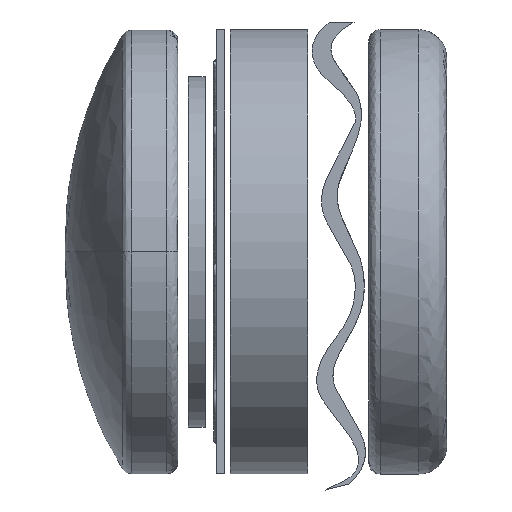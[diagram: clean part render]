
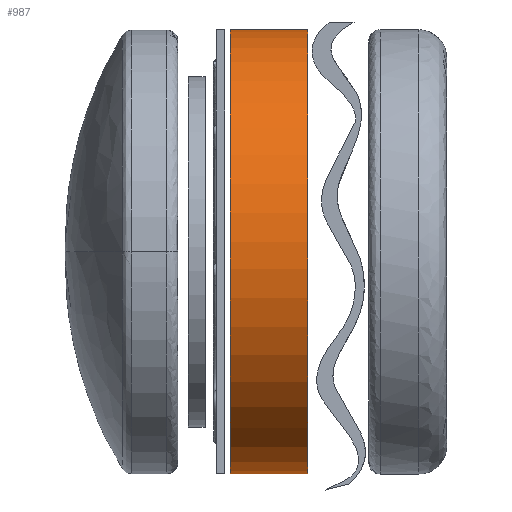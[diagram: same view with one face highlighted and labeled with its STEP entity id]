
A CAD part, left-side view. The second image highlights one B-rep face of the part: STEP entity #987.
In plain terms, the highlighted free-form (B-spline) face has degree [2, 1] with [5, 2] control points.
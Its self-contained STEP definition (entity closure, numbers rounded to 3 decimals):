
#944 = VERTEX_POINT('',#945);
#945 = CARTESIAN_POINT('',(0.,105.916,
    108.608));
#946 = VERTEX_POINT('',#947);
#947 = CARTESIAN_POINT('',(0.,105.916,-108.608));
#955 = EDGE_CURVE('',#944,#956,#958,.T.);
#956 = VERTEX_POINT('',#957);
#957 = CARTESIAN_POINT('',(0.,67.895,
    108.608));
#958 = B_SPLINE_CURVE_WITH_KNOTS('',1,(#959,#960),.UNSPECIFIED.,.F.,.F.,
  (2,2),(-0.,35.56),.PIECEWISE_BEZIER_KNOTS.);
#959 = CARTESIAN_POINT('',(0.,105.916,
    108.608));
#960 = CARTESIAN_POINT('',(0.,67.895,
    108.608));
#963 = VERTEX_POINT('',#964);
#964 = CARTESIAN_POINT('',(0.,67.895,-108.608));
#972 = EDGE_CURVE('',#946,#963,#973,.T.);
#973 = B_SPLINE_CURVE_WITH_KNOTS('',1,(#974,#975),.UNSPECIFIED.,.F.,.F.,
  (2,2),(-0.,35.56),.PIECEWISE_BEZIER_KNOTS.);
#974 = CARTESIAN_POINT('',(0.,105.916,-108.608));
#975 = CARTESIAN_POINT('',(0.,67.895,-108.608));
#987 = ADVANCED_FACE('',(#988),#1008,.T.);
#988 = FACE_BOUND('',#989,.T.);
#989 = EDGE_LOOP('',(#990,#991,#999,#1000));
#990 = ORIENTED_EDGE('',*,*,#955,.F.);
#991 = ORIENTED_EDGE('',*,*,#992,.F.);
#992 = EDGE_CURVE('',#946,#944,#993,.T.);
#993 = ( BOUNDED_CURVE() B_SPLINE_CURVE(2,(#994,#995,#996,#997,#998),
.UNSPECIFIED.,.F.,.F.) B_SPLINE_CURVE_WITH_KNOTS((3,2,3),(3.142,
4.712,6.283),.PIECEWISE_BEZIER_KNOTS.) CURVE() 
GEOMETRIC_REPRESENTATION_ITEM() RATIONAL_B_SPLINE_CURVE((1.,
0.707,1.,0.707,1.)) REPRESENTATION_ITEM('') );
#994 = CARTESIAN_POINT('',(0.,105.916,
    -108.608));
#995 = CARTESIAN_POINT('',(-108.608,105.916,
    -108.608));
#996 = CARTESIAN_POINT('',(-108.608,105.916,
    0.));
#997 = CARTESIAN_POINT('',(-108.608,105.916,
    108.608));
#998 = CARTESIAN_POINT('',(0.,105.916,
    108.608));
#999 = ORIENTED_EDGE('',*,*,#972,.T.);
#1000 = ORIENTED_EDGE('',*,*,#1001,.T.);
#1001 = EDGE_CURVE('',#963,#956,#1002,.T.);
#1002 = ( BOUNDED_CURVE() B_SPLINE_CURVE(2,(#1003,#1004,#1005,#1006,
#1007),.UNSPECIFIED.,.F.,.F.) B_SPLINE_CURVE_WITH_KNOTS((3,2,3),(
    3.142,4.712,6.283),
.PIECEWISE_BEZIER_KNOTS.) CURVE() GEOMETRIC_REPRESENTATION_ITEM() 
RATIONAL_B_SPLINE_CURVE((1.,0.707,1.,0.707,1.)) 
REPRESENTATION_ITEM('') );
#1003 = CARTESIAN_POINT('',(0.,67.895,
    -108.608));
#1004 = CARTESIAN_POINT('',(-108.608,67.895,
    -108.608));
#1005 = CARTESIAN_POINT('',(-108.608,67.895,
    0.));
#1006 = CARTESIAN_POINT('',(-108.608,67.895,
    108.608));
#1007 = CARTESIAN_POINT('',(0.,67.895,
    108.608));
#1008 = ( BOUNDED_SURFACE() B_SPLINE_SURFACE(2,1,(
    (#1009,#1010)
    ,(#1011,#1012)
    ,(#1013,#1014)
    ,(#1015,#1016)
    ,(#1017,#1018
)),.UNSPECIFIED.,.F.,.F.,.F.) B_SPLINE_SURFACE_WITH_KNOTS((3,2,3),(2,2),
  (3.142,4.712,6.283),(0.,35.56),
.PIECEWISE_BEZIER_KNOTS.) GEOMETRIC_REPRESENTATION_ITEM() 
RATIONAL_B_SPLINE_SURFACE((
    (1.,1.)
    ,(0.707,0.707)
    ,(1.,1.)
    ,(0.707,0.707)
,(1.,1.))) REPRESENTATION_ITEM('') SURFACE() );
#1009 = CARTESIAN_POINT('',(0.,105.916,
    108.608));
#1010 = CARTESIAN_POINT('',(0.,67.895,
    108.608));
#1011 = CARTESIAN_POINT('',(-108.608,105.916,
    108.608));
#1012 = CARTESIAN_POINT('',(-108.608,67.895,
    108.608));
#1013 = CARTESIAN_POINT('',(-108.608,105.916,
    0.));
#1014 = CARTESIAN_POINT('',(-108.608,67.895,
    0.));
#1015 = CARTESIAN_POINT('',(-108.608,105.916,
    -108.608));
#1016 = CARTESIAN_POINT('',(-108.608,67.895,
    -108.608));
#1017 = CARTESIAN_POINT('',(0.,105.916,
    -108.608));
#1018 = CARTESIAN_POINT('',(0.,67.895,
    -108.608));
